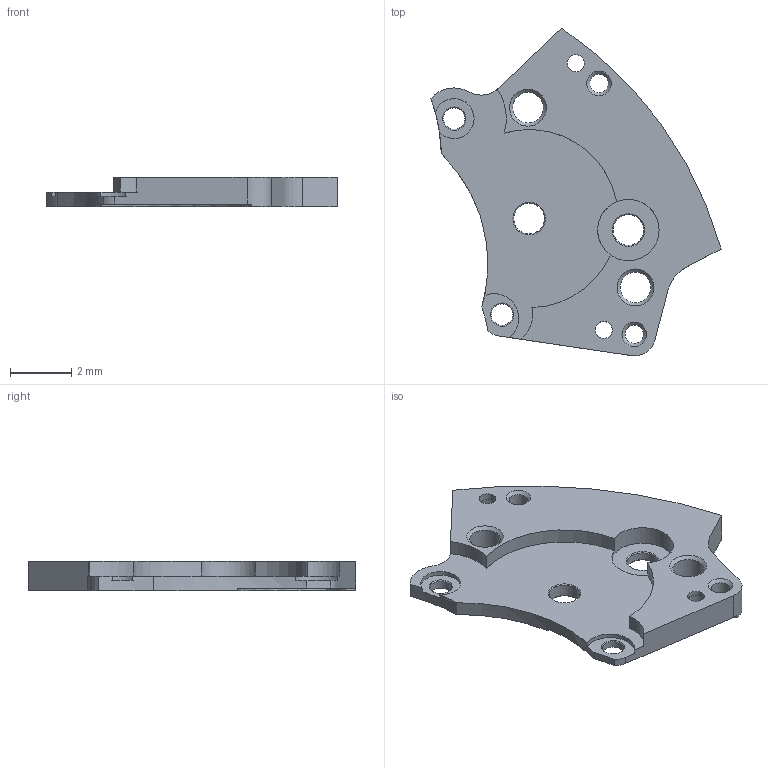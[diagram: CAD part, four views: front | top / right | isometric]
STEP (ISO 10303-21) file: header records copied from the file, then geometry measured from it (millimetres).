
FILE_DESCRIPTION(('STEP AP203'), '1');
FILE_NAME('ÀÆØ8.075.703 _ Ìîñò íèæíèé àâòîïîäçàâîäà', '', ('UNSPECIFIED'), ('UNSPECIFIED'), 'C3D Converter', 'C3D Toolkit', '');
FILE_SCHEMA(('CONFIG_CONTROL_DESIGN'));
Length unit declared in the file: millimetre
Products named in the file (1): АЖШ8.075.703
Bounding box: 9.45 x 10.67 x 0.95 mm (x, y, z)
Volume: 38.7 mm3; surface area: 163 mm2
Topology: 1 solids, 1 shells, 61 faces, 159 edges, 99 vertices
Faces by surface type: cylinder 30, cone 19, plane 12
Full cylindrical faces by diameter (mm): 0.55 x2, 0.6 x2, 0.7 x2, 0.8 x2, 1 x4, 2 x1
Entity records: 1820 total; most frequent: DIRECTION 336, CARTESIAN_POINT 300, ORIENTED_EDGE 254, AXIS2_PLACEMENT_3D 149, EDGE_CURVE 127, EDGE_LOOP 112, VERTEX_POINT 99, CIRCLE 87
